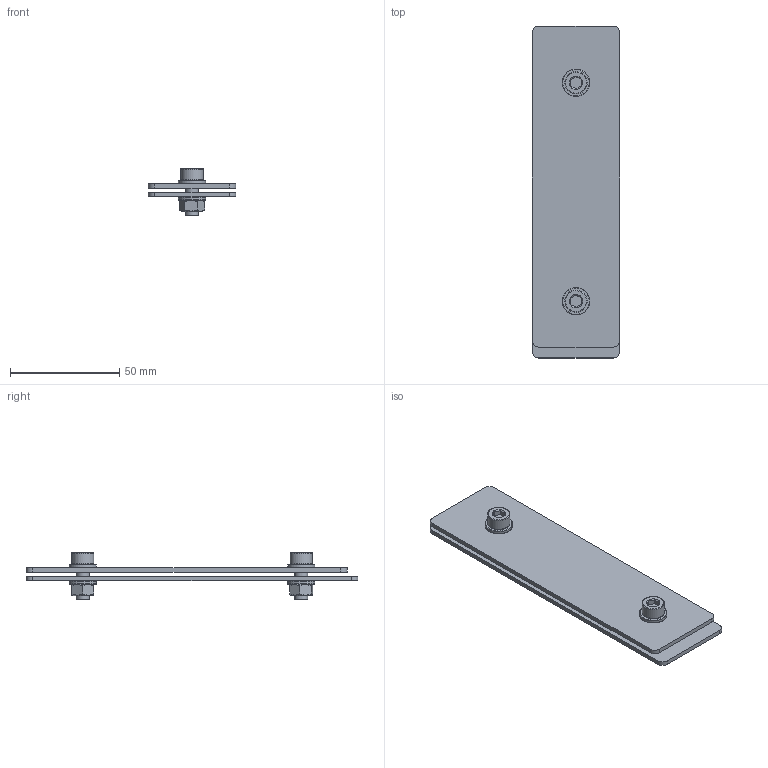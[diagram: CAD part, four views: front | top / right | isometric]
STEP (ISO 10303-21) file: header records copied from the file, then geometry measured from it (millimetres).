
FILE_DESCRIPTION (( 'STEP AP203' ), '1' );
FILE_NAME ('525950.STEP', '2023-10-07T02:08:28', ( 'Windows User' ), ( 'P R C' ), 'SwSTEP 2.0', 'SolidWorks 2020', '' );
FILE_SCHEMA (( 'CONFIG_CONTROL_DESIGN' ));
Length unit declared in the file: millimetre
Products named in the file (1): 525950
Bounding box: 40 x 152 x 21.5 mm (x, y, z)
Volume: 26524.7 mm3; surface area: 28396.9 mm2
Topology: 10 solids, 10 shells, 114 faces, 272 edges, 182 vertices
Faces by surface type: plane 56, cylinder 26, bspline 20, cone 12
Full cylindrical faces by diameter (mm): 4.917 x2, 6 x2, 6.4 x4, 6.6 x4, 10.2 x2, 12.5 x4
Entity records: 3747 total; most frequent: CARTESIAN_POINT 1491, ORIENTED_EDGE 416, DIRECTION 386, EDGE_CURVE 208, EDGE_LOOP 188, VERTEX_POINT 168, AXIS2_PLACEMENT_3D 159, FACE_OUTER_BOUND 152
